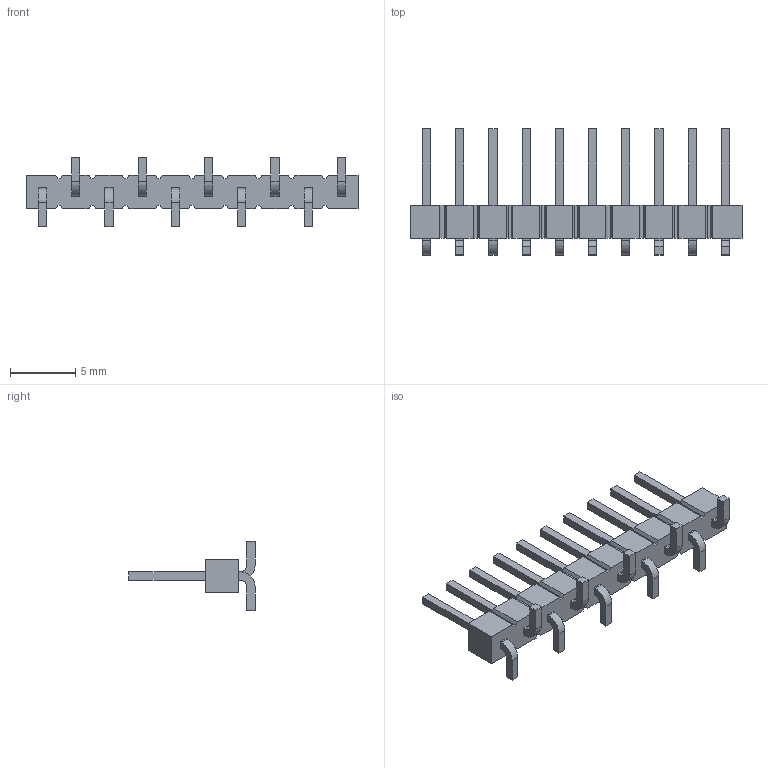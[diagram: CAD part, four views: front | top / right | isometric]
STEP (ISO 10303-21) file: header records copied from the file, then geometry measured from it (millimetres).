
FILE_DESCRIPTION(/* description */ ('STEP AP214'),/* implementation_level */ '2;1');
FILE_NAME(/* name */ 'TSM-110-01-L-SV',/* time_stamp */ '2022-09-27T07:15:45+02:00',/* author */ ('License CC BY-ND 4.0'),/* organization */ ('CADENAS'),/* preprocessor_version */ 'ST-DEVELOPER v18.102',/* originating_system */ 'PARTsolutions',/* authorisation */ ' ');
FILE_SCHEMA (('AUTOMOTIVE_DESIGN {1 0 10303 214 3 1 1}'));
Length unit declared in the file: inch
Products named in the file (3): TSM-110-01-L-SV; T-1S6-16(-01-10-SV); TSM-110-01-SV_body
Assembly tree (2 placements, depth 2):
  TSM-110-01-L-SV
    T-1S6-16(-01-10-SV)
    TSM-110-01-SV_body
Bounding box: 25.4 x 9.65 x 5.28 mm (x, y, z)
Volume: 198 mm3; surface area: 670.3 mm2
Topology: 2 solids, 2 shells, 260 faces, 720 edges, 480 vertices
Faces by surface type: plane 240, cylinder 20
Entity records: 8282 total; most frequent: CARTESIAN_POINT 1463, ORIENTED_EDGE 1440, DIRECTION 1286, EDGE_CURVE 720, LINE 680, VECTOR 680, VERTEX_POINT 480, AXIS2_PLACEMENT_3D 303
